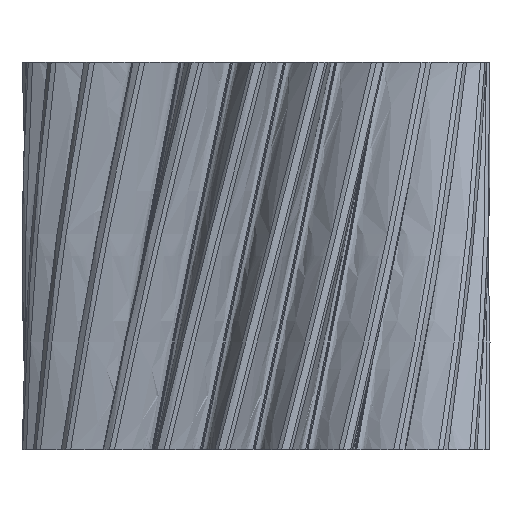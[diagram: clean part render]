
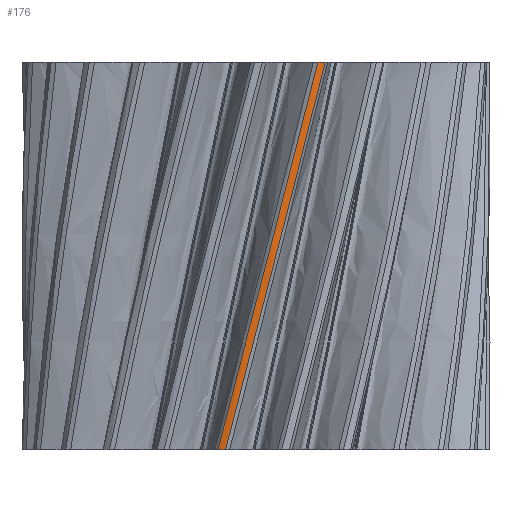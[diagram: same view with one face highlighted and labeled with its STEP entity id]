
A CAD part, left-side view. The second image highlights one B-rep face of the part: STEP entity #176.
In plain terms, the highlighted cylindrical face has radius 66.522 mm (diameter 133.043 mm), a partial arc.
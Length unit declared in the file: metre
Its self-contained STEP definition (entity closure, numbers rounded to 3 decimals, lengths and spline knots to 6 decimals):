
#176 = ADVANCED_FACE( '', ( #441 ), #442, .T. );
#441 = FACE_OUTER_BOUND( '', #15087, .T. );
#442 = CYLINDRICAL_SURFACE( '', #15088, 0.066521 );
#15087 = EDGE_LOOP( '', ( #26217, #26218, #26219, #26220 ) );
#15088 = AXIS2_PLACEMENT_3D( '', #26221, #26222, #26223 );
#26217 = ORIENTED_EDGE( '', *, *, #27018, .F. );
#26218 = ORIENTED_EDGE( '', *, *, #26773, .T. );
#26219 = ORIENTED_EDGE( '', *, *, #26857, .F. );
#26220 = ORIENTED_EDGE( '', *, *, #27019, .T. );
#26221 = CARTESIAN_POINT( '', ( 0., 0., -0.055 ) );
#26222 = DIRECTION( '', ( 0., 0., -1. ) );
#26223 = DIRECTION( '', ( -1., 0., 0. ) );
#26773 = EDGE_CURVE( '', #27396, #27394, #27397, .T. );
#26857 = EDGE_CURVE( '', #27538, #27394, #27540, .F. );
#27018 = EDGE_CURVE( '', #27396, #27785, #27786, .F. );
#27019 = EDGE_CURVE( '', #27538, #27785, #27787, .T. );
#27394 = VERTEX_POINT( '', #31535 );
#27396 = VERTEX_POINT( '', #31566 );
#27397 = CIRCLE( '', #31567, 0.066521 );
#27538 = VERTEX_POINT( '', #33081 );
#27540 = B_SPLINE_CURVE_WITH_KNOTS( '', 3, ( #33112, #33113, #33114, #33115, #33116, #33117 ), .UNSPECIFIED., .F., .F., ( 4, 2, 4 ), ( 0., 0.5, 1. ), .UNSPECIFIED. );
#27785 = VERTEX_POINT( '', #35527 );
#27786 = B_SPLINE_CURVE_WITH_KNOTS( '', 3, ( #35528, #35529, #35530, #35531, #35532, #35533 ), .UNSPECIFIED., .F., .F., ( 4, 2, 4 ), ( 0., 0.5, 1. ), .UNSPECIFIED. );
#27787 = CIRCLE( '', #35534, 0.066521 );
#31535 = CARTESIAN_POINT( '', ( -0.065956, 0.008654, -0.055 ) );
#31566 = CARTESIAN_POINT( '', ( -0.065637, 0.010814, -0.055 ) );
#31567 = AXIS2_PLACEMENT_3D( '', #37590, #37591, #37592 );
#33081 = CARTESIAN_POINT( '', ( -0.063553, -0.019651, 0.055 ) );
#33112 = CARTESIAN_POINT( '', ( -0.065956, 0.008654, -0.055 ) );
#33113 = CARTESIAN_POINT( '', ( -0.066577, 0.003923, -0.036667 ) );
#33114 = CARTESIAN_POINT( '', ( -0.066687, -0.000874, -0.018333 ) );
#33115 = CARTESIAN_POINT( '', ( -0.065879, -0.010382, 0.018333 ) );
#33116 = CARTESIAN_POINT( '', ( -0.064962, -0.015093, 0.036667 ) );
#33117 = CARTESIAN_POINT( '', ( -0.063553, -0.019651, 0.055 ) );
#35527 = CARTESIAN_POINT( '', ( -0.064164, -0.017554, 0.055 ) );
#35528 = CARTESIAN_POINT( '', ( -0.064164, -0.017554, 0.055 ) );
#35529 = CARTESIAN_POINT( '', ( -0.065423, -0.012952, 0.036667 ) );
#35530 = CARTESIAN_POINT( '', ( -0.066185, -0.008214, 0.018333 ) );
#35531 = CARTESIAN_POINT( '', ( -0.066679, 0.001315, -0.018333 ) );
#35532 = CARTESIAN_POINT( '', ( -0.066412, 0.006106, -0.036667 ) );
#35533 = CARTESIAN_POINT( '', ( -0.065637, 0.010814, -0.055 ) );
#35534 = AXIS2_PLACEMENT_3D( '', #37665, #37666, #37667 );
#37590 = CARTESIAN_POINT( '', ( 0., 0., -0.055 ) );
#37591 = DIRECTION( '', ( 0., 0., 1. ) );
#37592 = DIRECTION( '', ( -1., 0., 0. ) );
#37665 = CARTESIAN_POINT( '', ( 0., 0., 0.055 ) );
#37666 = DIRECTION( '', ( 0., 0., -1. ) );
#37667 = DIRECTION( '', ( -1., 0., 0. ) );
